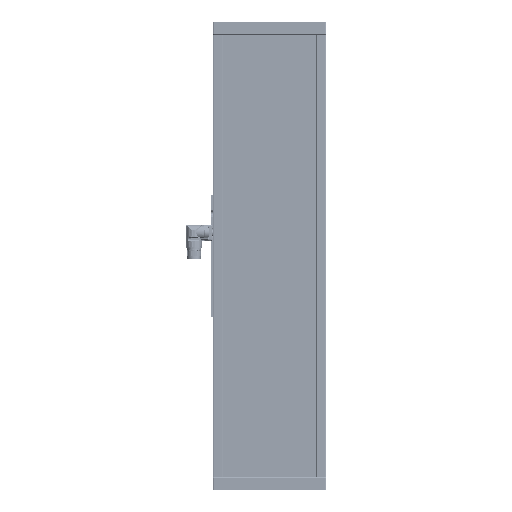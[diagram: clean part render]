
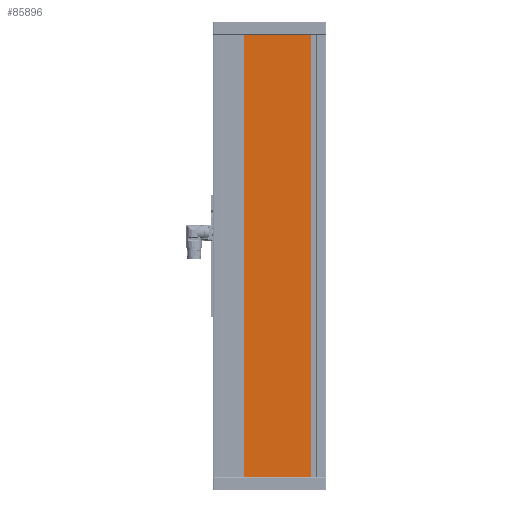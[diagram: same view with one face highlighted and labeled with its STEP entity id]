
A CAD part, left-side view. The second image highlights one B-rep face of the part: STEP entity #85896.
In plain terms, the highlighted planar face has unit normal (-1, 0, 0).
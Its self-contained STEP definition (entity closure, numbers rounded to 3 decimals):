
#1356 = CARTESIAN_POINT ( 'NONE',  ( 0., -90., 700. ) ) ;
#13121 = CARTESIAN_POINT ( 'NONE',  ( 0., 40.9, 0. ) ) ;
#14321 = CARTESIAN_POINT ( 'NONE',  ( 0., -90., 700. ) ) ;
#14561 = ORIENTED_EDGE ( 'NONE', *, *, #88407, .F. ) ;
#16964 = CARTESIAN_POINT ( 'NONE',  ( 0., -65.4, 0. ) ) ;
#20015 = CARTESIAN_POINT ( 'NONE',  ( 0., 40.9, 700. ) ) ;
#21376 = AXIS2_PLACEMENT_3D ( 'NONE', #1356, #153758, #125119 ) ;
#26013 = DIRECTION ( 'NONE',  ( 0., -1., 0. ) ) ;
#32888 = LINE ( 'NONE', #129828, #45600 ) ;
#45600 = VECTOR ( 'NONE', #172005, 1000. ) ;
#47195 = VECTOR ( 'NONE', #55503, 1000. ) ;
#49696 = EDGE_CURVE ( 'NONE', #141203, #114136, #175855, .T. ) ;
#54863 = CARTESIAN_POINT ( 'NONE',  ( 0., 40.9, 0. ) ) ;
#55503 = DIRECTION ( 'NONE',  ( 0., 0., 1. ) ) ;
#61443 = ORIENTED_EDGE ( 'NONE', *, *, #115798, .F. ) ;
#80864 = LINE ( 'NONE', #54863, #174000 ) ;
#85896 = ADVANCED_FACE ( 'NONE', ( #99052 ), #126007, .F. ) ;
#88407 = EDGE_CURVE ( 'NONE', #162351, #114136, #94189, .T. ) ;
#91758 = CARTESIAN_POINT ( 'NONE',  ( 0., -65.4, 700. ) ) ;
#91995 = VERTEX_POINT ( 'NONE', #13121 ) ;
#93232 = CARTESIAN_POINT ( 'NONE',  ( 0., -65.4, 700. ) ) ;
#94189 = LINE ( 'NONE', #14321, #122323 ) ;
#99052 = FACE_OUTER_BOUND ( 'NONE', #143141, .T. ) ;
#114136 = VERTEX_POINT ( 'NONE', #91758 ) ;
#114388 = ORIENTED_EDGE ( 'NONE', *, *, #124731, .T. ) ;
#115798 = EDGE_CURVE ( 'NONE', #91995, #162351, #80864, .T. ) ;
#119883 = ORIENTED_EDGE ( 'NONE', *, *, #49696, .T. ) ;
#122323 = VECTOR ( 'NONE', #26013, 1000. ) ;
#123086 = DIRECTION ( 'NONE',  ( 0., 0., 1. ) ) ;
#124731 = EDGE_CURVE ( 'NONE', #91995, #141203, #32888, .T. ) ;
#125119 = DIRECTION ( 'NONE',  ( 0., 0., -1. ) ) ;
#126007 = PLANE ( 'NONE',  #21376 ) ;
#129828 = CARTESIAN_POINT ( 'NONE',  ( 0., -90., 0. ) ) ;
#141203 = VERTEX_POINT ( 'NONE', #16964 ) ;
#143141 = EDGE_LOOP ( 'NONE', ( #14561, #61443, #114388, #119883 ) ) ;
#153758 = DIRECTION ( 'NONE',  ( 1., 0., 0. ) ) ;
#162351 = VERTEX_POINT ( 'NONE', #20015 ) ;
#172005 = DIRECTION ( 'NONE',  ( 0., -1., 0. ) ) ;
#174000 = VECTOR ( 'NONE', #123086, 1000. ) ;
#175855 = LINE ( 'NONE', #93232, #47195 ) ;
